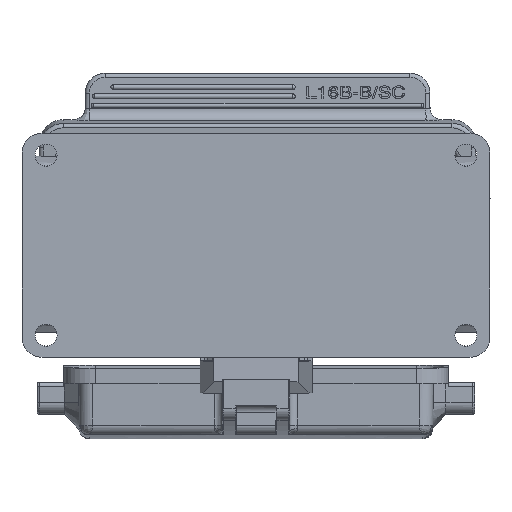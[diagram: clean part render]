
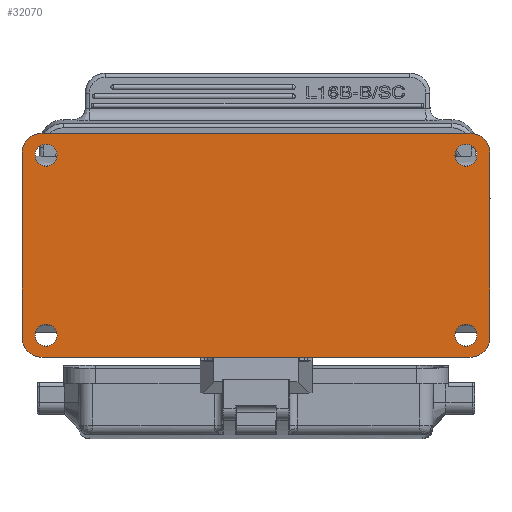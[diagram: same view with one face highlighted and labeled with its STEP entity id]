
A CAD part, front view. The second image highlights one B-rep face of the part: STEP entity #32070.
In plain terms, the highlighted planar face has unit normal (0, -1, -0.009).
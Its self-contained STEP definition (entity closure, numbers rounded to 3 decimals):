
#7873=DIRECTION('',(0.,0.009,-1.));
#7874=VECTOR('',#7873,46.);
#7875=CARTESIAN_POINT('',(117.,49.267,-1.816));
#7876=LINE('',#7875,#7874);
#7877=CARTESIAN_POINT('',(112.,49.669,-47.814));
#7878=DIRECTION('',(0.,1.,0.009));
#7879=DIRECTION('',(1.,0.,0.));
#7880=AXIS2_PLACEMENT_3D('',#7877,#7878,#7879);
#7882=CARTESIAN_POINT('',(5.,49.669,-47.814));
#7883=DIRECTION('',(0.,1.,0.009));
#7884=DIRECTION('',(0.,0.009,-1.));
#7885=AXIS2_PLACEMENT_3D('',#7882,#7883,#7884);
#7887=DIRECTION('',(0.,-0.009,1.));
#7888=VECTOR('',#7887,46.);
#7889=CARTESIAN_POINT('',(0.,49.669,
-47.814));
#7890=LINE('',#7889,#7888);
#7891=CARTESIAN_POINT('',(5.,49.267,-1.816));
#7892=DIRECTION('',(0.,1.,0.009));
#7893=DIRECTION('',(-1.,0.,0.));
#7894=AXIS2_PLACEMENT_3D('',#7891,#7892,#7893);
#7896=DIRECTION('',(1.,0.,0.));
#7897=VECTOR('',#7896,107.);
#7898=CARTESIAN_POINT('',(5.,49.224,3.184));
#7899=LINE('',#7898,#7897);
#7900=CARTESIAN_POINT('',(112.,49.267,-1.816));
#7901=DIRECTION('',(0.,1.,0.009));
#7902=DIRECTION('',(0.,-0.009,1.));
#7903=AXIS2_PLACEMENT_3D('',#7900,#7901,#7902);
#7905=CARTESIAN_POINT('',(6.,49.272,-2.316));
#7906=DIRECTION('',(0.,-1.,-0.009));
#7907=DIRECTION('',(0.,-0.009,1.));
#7908=AXIS2_PLACEMENT_3D('',#7905,#7906,#7907);
#7910=CARTESIAN_POINT('',(6.,49.272,-2.316));
#7911=DIRECTION('',(0.,-1.,-0.009));
#7912=DIRECTION('',(0.,0.009,-1.));
#7913=AXIS2_PLACEMENT_3D('',#7910,#7911,#7912);
#7915=CARTESIAN_POINT('',(6.,49.664,-47.314));
#7916=DIRECTION('',(0.,-1.,-0.009));
#7917=DIRECTION('',(0.,-0.009,1.));
#7918=AXIS2_PLACEMENT_3D('',#7915,#7916,#7917);
#7920=CARTESIAN_POINT('',(6.,49.664,-47.314));
#7921=DIRECTION('',(0.,-1.,-0.009));
#7922=DIRECTION('',(0.,0.009,-1.));
#7923=AXIS2_PLACEMENT_3D('',#7920,#7921,#7922);
#7925=CARTESIAN_POINT('',(111.,49.664,-47.314));
#7926=DIRECTION('',(0.,-1.,-0.009));
#7927=DIRECTION('',(0.,-0.009,1.));
#7928=AXIS2_PLACEMENT_3D('',#7925,#7926,#7927);
#7930=CARTESIAN_POINT('',(111.,49.664,-47.314));
#7931=DIRECTION('',(0.,-1.,-0.009));
#7932=DIRECTION('',(0.,0.009,-1.));
#7933=AXIS2_PLACEMENT_3D('',#7930,#7931,#7932);
#7935=CARTESIAN_POINT('',(111.,49.272,-2.316));
#7936=DIRECTION('',(0.,-1.,-0.009));
#7937=DIRECTION('',(0.,-0.009,1.));
#7938=AXIS2_PLACEMENT_3D('',#7935,#7936,#7937);
#7940=CARTESIAN_POINT('',(111.,49.272,-2.316));
#7941=DIRECTION('',(0.,-1.,-0.009));
#7942=DIRECTION('',(0.,0.009,-1.));
#7943=AXIS2_PLACEMENT_3D('',#7940,#7941,#7942);
#7958=DIRECTION('',(1.,0.,0.));
#7959=VECTOR('',#7958,107.);
#7960=CARTESIAN_POINT('',(5.,49.712,-52.814));
#7961=LINE('',#7960,#7959);
#14976=CARTESIAN_POINT('',(112.,49.224,3.184));
#14978=VERTEX_POINT('',#14976);
#14980=CARTESIAN_POINT('',(117.,49.267,-1.816));
#14982=VERTEX_POINT('',#14980);
#15434=CARTESIAN_POINT('',(111.,49.248,0.434));
#15435=VERTEX_POINT('',#15434);
#15436=CARTESIAN_POINT('',(117.,49.669,-47.814));
#15437=VERTEX_POINT('',#15436);
#15438=CARTESIAN_POINT('',(112.,49.712,-52.814));
#15439=VERTEX_POINT('',#15438);
#15440=CARTESIAN_POINT('',(5.,49.712,-52.814));
#15441=VERTEX_POINT('',#15440);
#15442=CARTESIAN_POINT('',(0.,49.669,
-47.814));
#15443=VERTEX_POINT('',#15442);
#15444=CARTESIAN_POINT('',(0.,49.267,
-1.816));
#15445=VERTEX_POINT('',#15444);
#15446=CARTESIAN_POINT('',(5.,49.224,3.184));
#15447=VERTEX_POINT('',#15446);
#15448=CARTESIAN_POINT('',(6.,49.248,0.434));
#15449=CARTESIAN_POINT('',(6.,49.296,-5.066));
#15450=VERTEX_POINT('',#15448);
#15451=VERTEX_POINT('',#15449);
#15452=CARTESIAN_POINT('',(6.,49.641,-44.564));
#15453=CARTESIAN_POINT('',(6.,49.688,-50.064));
#15454=VERTEX_POINT('',#15452);
#15455=VERTEX_POINT('',#15453);
#15456=CARTESIAN_POINT('',(111.,49.641,-44.564));
#15457=CARTESIAN_POINT('',(111.,49.688,-50.064));
#15458=VERTEX_POINT('',#15456);
#15459=VERTEX_POINT('',#15457);
#15460=CARTESIAN_POINT('',(111.,49.296,-5.066));
#15461=VERTEX_POINT('',#15460);
#32028=CARTESIAN_POINT('',(58.5,49.468,-24.815));
#32029=DIRECTION('',(0.,1.,0.009));
#32030=DIRECTION('',(0.,-0.009,1.));
#32031=AXIS2_PLACEMENT_3D('',#32028,#32029,#32030);
#32032=PLANE('',#32031);
#32033=ORIENTED_EDGE('',*,*,#26835,.T.);
#32035=ORIENTED_EDGE('',*,*,#32034,.T.);
#32037=ORIENTED_EDGE('',*,*,#32036,.F.);
#32039=ORIENTED_EDGE('',*,*,#32038,.T.);
#32040=ORIENTED_EDGE('',*,*,#27325,.T.);
#32042=ORIENTED_EDGE('',*,*,#32041,.T.);
#32043=ORIENTED_EDGE('',*,*,#26868,.T.);
#32044=ORIENTED_EDGE('',*,*,#26855,.T.);
#32045=EDGE_LOOP('',(#32033,#32035,#32037,#32039,#32040,#32042,#32043,#32044));
#32046=FACE_OUTER_BOUND('',#32045,.F.);
#32048=ORIENTED_EDGE('',*,*,#32047,.T.);
#32050=ORIENTED_EDGE('',*,*,#32049,.T.);
#32051=EDGE_LOOP('',(#32048,#32050));
#32052=FACE_BOUND('',#32051,.F.);
#32054=ORIENTED_EDGE('',*,*,#32053,.T.);
#32056=ORIENTED_EDGE('',*,*,#32055,.T.);
#32057=EDGE_LOOP('',(#32054,#32056));
#32058=FACE_BOUND('',#32057,.F.);
#32060=ORIENTED_EDGE('',*,*,#32059,.T.);
#32062=ORIENTED_EDGE('',*,*,#32061,.T.);
#32063=EDGE_LOOP('',(#32060,#32062));
#32064=FACE_BOUND('',#32063,.F.);
#32065=ORIENTED_EDGE('',*,*,#32018,.T.);
#32067=ORIENTED_EDGE('',*,*,#32066,.T.);
#32068=EDGE_LOOP('',(#32065,#32067));
#32069=FACE_BOUND('',#32068,.F.);
#7881=CIRCLE('',#7880,5.);
#7886=CIRCLE('',#7885,5.);
#7895=CIRCLE('',#7894,5.);
#7904=CIRCLE('',#7903,5.);
#7909=CIRCLE('',#7908,2.75);
#7914=CIRCLE('',#7913,2.75);
#7919=CIRCLE('',#7918,2.75);
#7924=CIRCLE('',#7923,2.75);
#7929=CIRCLE('',#7928,2.75);
#7934=CIRCLE('',#7933,2.75);
#7939=CIRCLE('',#7938,2.75);
#7944=CIRCLE('',#7943,2.75);
#26835=EDGE_CURVE('',#14982,#15437,#7876,.T.);
#26855=EDGE_CURVE('',#14978,#14982,#7904,.T.);
#26868=EDGE_CURVE('',#15447,#14978,#7899,.T.);
#27325=EDGE_CURVE('',#15443,#15445,#7890,.T.);
#32018=EDGE_CURVE('',#15435,#15461,#7939,.T.);
#32034=EDGE_CURVE('',#15437,#15439,#7881,.T.);
#32036=EDGE_CURVE('',#15441,#15439,#7961,.T.);
#32038=EDGE_CURVE('',#15441,#15443,#7886,.T.);
#32041=EDGE_CURVE('',#15445,#15447,#7895,.T.);
#32047=EDGE_CURVE('',#15450,#15451,#7909,.T.);
#32049=EDGE_CURVE('',#15451,#15450,#7914,.T.);
#32053=EDGE_CURVE('',#15454,#15455,#7919,.T.);
#32055=EDGE_CURVE('',#15455,#15454,#7924,.T.);
#32059=EDGE_CURVE('',#15458,#15459,#7929,.T.);
#32061=EDGE_CURVE('',#15459,#15458,#7934,.T.);
#32066=EDGE_CURVE('',#15461,#15435,#7944,.T.);
#32070=ADVANCED_FACE('',(#32046,#32052,#32058,#32064,#32069),#32032,.F.);
